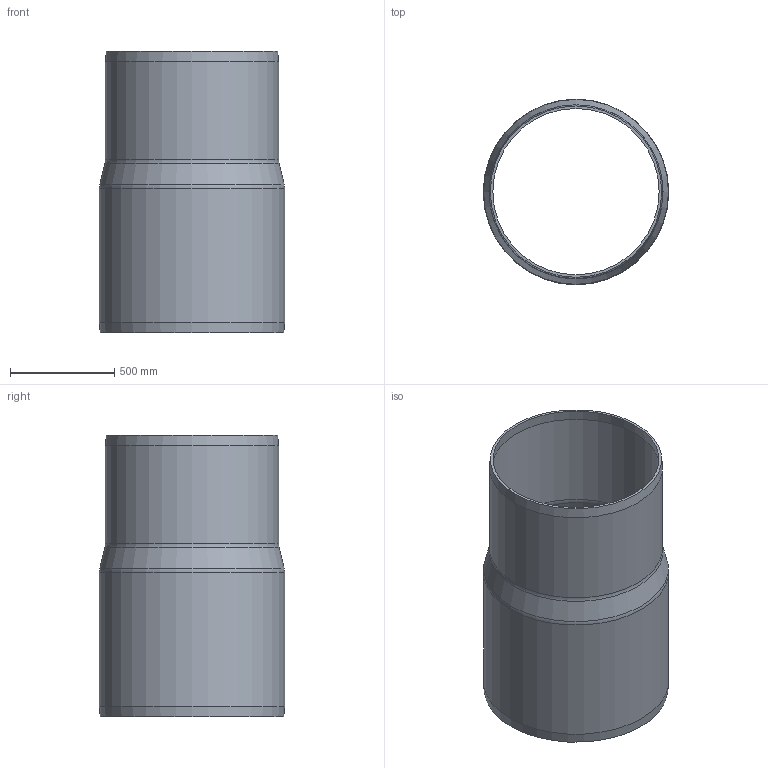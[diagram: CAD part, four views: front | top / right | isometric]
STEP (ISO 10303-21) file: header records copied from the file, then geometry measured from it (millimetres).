
FILE_DESCRIPTION(/* description */ (''),/* implementation_level */ '2;1');
FILE_NAME(/* name */ '5.710.080C_3D.stp',/* time_stamp */ '2024-12-11T11:55:58+01:00',/* author */ ('CAD'),/* organization */ (''),/* preprocessor_version */ 'ST-DEVELOPER v20',/* originating_system */ 'AutoCAD Mechanical',/* authorisation */ '');
FILE_SCHEMA (('AUTOMOTIVE_DESIGN { 1 0 10303 214 3 1 1 }'));
Length unit declared in the file: centimetre
Products named in the file (1): Product
Bounding box: 889 x 889 x 1350 mm (x, y, z)
Volume: 43423730.8 mm3; surface area: 7300766.8 mm2
Topology: 1 solids, 1 shells, 16 faces, 38 edges, 24 vertices
Faces by surface type: cone 6, torus 4, cylinder 4, plane 2
Full cylindrical faces by diameter (mm): 806 x1, 830 x1, 865 x1, 889 x1
Entity records: 505 total; most frequent: DIRECTION 100, CARTESIAN_POINT 79, ORIENTED_EDGE 76, AXIS2_PLACEMENT_3D 45, EDGE_CURVE 38, CIRCLE 28, VERTEX_POINT 24, EDGE_LOOP 18
